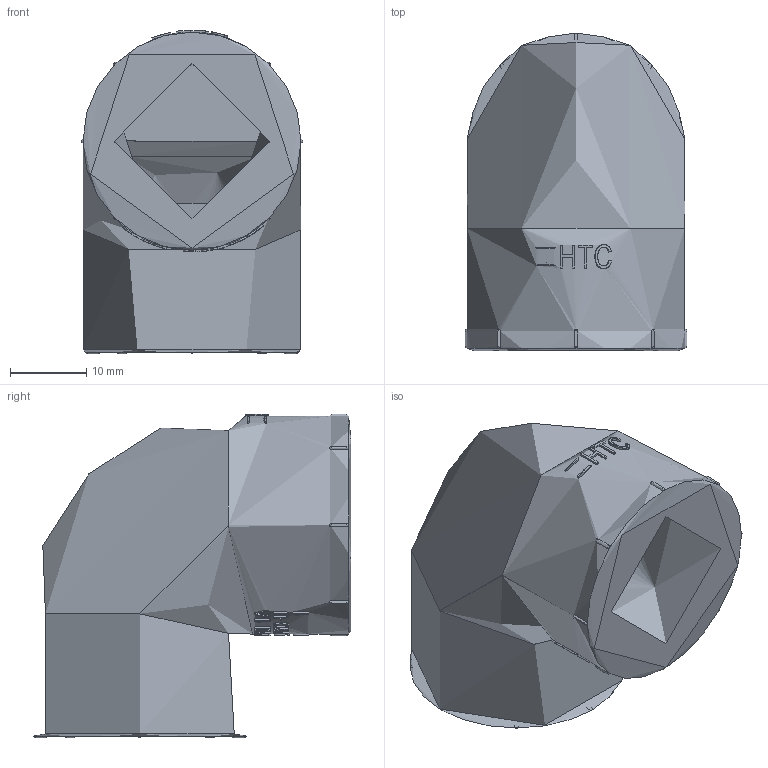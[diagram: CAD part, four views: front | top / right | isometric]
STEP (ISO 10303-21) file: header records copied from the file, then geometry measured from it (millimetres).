
FILE_DESCRIPTION(/* description */ (''),/* implementation_level */ '2;1');
FILE_NAME(/* name */ 'Z6C020020.stp',/* time_stamp */ '2025-02-10T09:21:44+08:00',/* author */ (''),/* organization */ (''),/* preprocessor_version */ 'ST-DEVELOPER v16',/* originating_system */ 'SIEMENS PLM Software NX 10.0',/* authorisation */ '');
FILE_SCHEMA (('AUTOMOTIVE_DESIGN { 1 0 10303 214 3 1 1 1 }'));
Length unit declared in the file: millimetre
Products named in the file (1): gelv13106AE0fye2
Bounding box: 28.93 x 41.55 x 42.32 mm (x, y, z)
Volume: 17278 mm3; surface area: 9130.1 mm2
Topology: 1 solids, 1 shells, 1927 faces, 5552 edges, 3652 vertices
Faces by surface type: bspline 1620, plane 152, cylinder 119, sphere 32, torus 3, cone 1
Full cylindrical faces by diameter (mm): 20.955 x9, 24 x1, 28.5 x2
Entity records: 112136 total; most frequent: CARTESIAN_POINT 65292, ORIENTED_EDGE 10962, DIRECTION 9404, EDGE_CURVE 5481, AXIS2_PLACEMENT_3D 3753, VERTEX_POINT 3632, ELLIPSE 3191, EDGE_LOOP 1987
